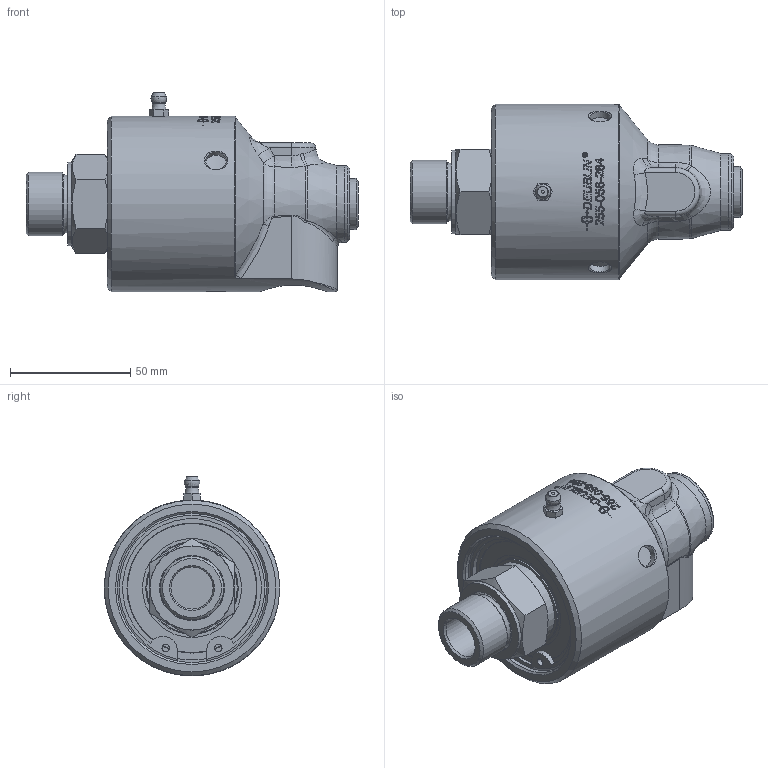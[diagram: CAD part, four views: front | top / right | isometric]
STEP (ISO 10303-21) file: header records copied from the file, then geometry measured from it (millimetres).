
FILE_DESCRIPTION(/* description */ (''),/* implementation_level */ '2;1');
FILE_NAME(/* name */ '255-056-284-IC.stp',/* time_stamp */ '2020-05-19T13:58:47-05:00',/* author */ ('GALINDOLM'),/* organization */ (''),/* preprocessor_version */ 'ST-DEVELOPER v18',/* originating_system */ 'Autodesk Inventor 2020',/* authorisation */ '');
FILE_SCHEMA (('AUTOMOTIVE_DESIGN { 1 0 10303 214 3 1 1 }'));
Products named in the file (1): 255-056-284-IC
Bounding box: 138.08 x 73 x 82.99 mm (x, y, z)
Volume: 304749.1 mm3; surface area: 41488.3 mm2
Topology: 1 solids, 7 shells, 540 faces, 1421 edges, 942 vertices
Faces by surface type: bspline 277, plane 144, cylinder 72, cone 28, torus 15, sphere 4
Full cylindrical faces by diameter (mm): 3 x1, 3.12 x4, 8.6 x3, 17.5 x1, 22.631 x1, 25.4 x1, 26.441 x1, 27 x1, 27.83 x1, 29.3 x1, 32 x1, 34.9 x1, 35 x1, 41.2 x1, 53.7 x1, 54.1 x1, 62.05 x1, 66.9 x1, 73 x1
Entity records: 65972 total; most frequent: CARTESIAN_POINT 53428, ORIENTED_EDGE 2836, DIRECTION 2079, EDGE_CURVE 1418, VERTEX_POINT 942, AXIS2_PLACEMENT_3D 788, EDGE_LOOP 601, FACE_OUTER_BOUND 540
